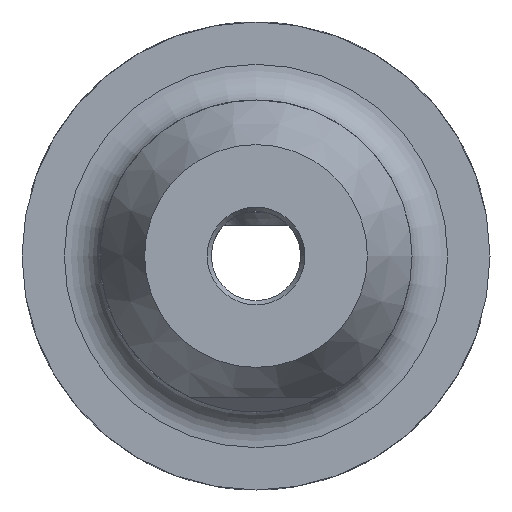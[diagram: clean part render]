
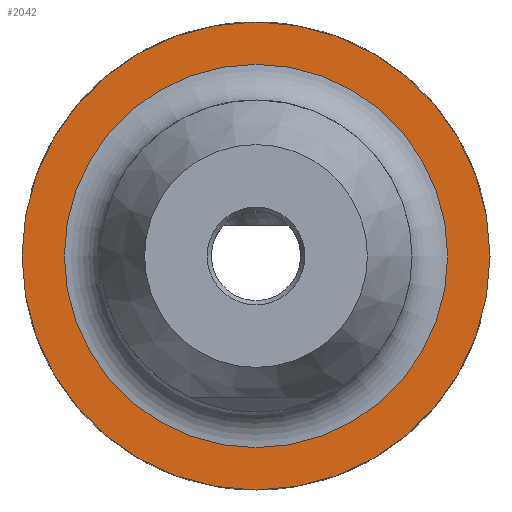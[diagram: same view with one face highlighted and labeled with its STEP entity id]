
A CAD part, left-side view. The second image highlights one B-rep face of the part: STEP entity #2042.
In plain terms, the highlighted planar face has unit normal (-1, 0, 0).
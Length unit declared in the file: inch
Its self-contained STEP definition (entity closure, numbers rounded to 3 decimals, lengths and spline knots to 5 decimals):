
#47=FACE_BOUND('',#364,.T.);
#95=PLANE('',#2275);
#240=FACE_OUTER_BOUND('',#363,.T.);
#363=EDGE_LOOP('',(#1799,#1800));
#364=EDGE_LOOP('',(#1801,#1802));
#638=CIRCLE('',#2110,1.24016);
#639=CIRCLE('',#2111,1.24016);
#721=CIRCLE('',#2273,1.01575);
#722=CIRCLE('',#2274,1.01575);
#772=VERTEX_POINT('',#3233);
#773=VERTEX_POINT('',#3235);
#923=VERTEX_POINT('',#4788);
#924=VERTEX_POINT('',#4790);
#993=EDGE_CURVE('',#772,#773,#638,.T.);
#994=EDGE_CURVE('',#773,#772,#639,.T.);
#1217=EDGE_CURVE('',#924,#923,#721,.T.);
#1218=EDGE_CURVE('',#923,#924,#722,.T.);
#1799=ORIENTED_EDGE('',*,*,#994,.F.);
#1800=ORIENTED_EDGE('',*,*,#993,.F.);
#1801=ORIENTED_EDGE('',*,*,#1217,.T.);
#1802=ORIENTED_EDGE('',*,*,#1218,.T.);
#2042=ADVANCED_FACE('',(#240,#47),#95,.T.);
#2110=AXIS2_PLACEMENT_3D('',#3236,#2393,#2394);
#2111=AXIS2_PLACEMENT_3D('',#3237,#2395,#2396);
#2273=AXIS2_PLACEMENT_3D('',#4791,#2779,#2780);
#2274=AXIS2_PLACEMENT_3D('',#4792,#2781,#2782);
#2275=AXIS2_PLACEMENT_3D('',#4793,#2783,#2784);
#2393=DIRECTION('center_axis',(1.,0.,0.));
#2394=DIRECTION('ref_axis',(0.,1.,0.));
#2395=DIRECTION('center_axis',(1.,0.,0.));
#2396=DIRECTION('ref_axis',(0.,1.,0.));
#2779=DIRECTION('center_axis',(1.,0.,0.));
#2780=DIRECTION('ref_axis',(0.,1.,0.));
#2781=DIRECTION('center_axis',(1.,0.,0.));
#2782=DIRECTION('ref_axis',(0.,1.,0.));
#2783=DIRECTION('center_axis',(-1.,0.,0.));
#2784=DIRECTION('ref_axis',(0.,0.,1.));
#3233=CARTESIAN_POINT('',(-0.86614,-1.24016,0.));
#3235=CARTESIAN_POINT('',(-0.86614,1.24016,0.));
#3236=CARTESIAN_POINT('Origin',(-0.86614,0.,
0.));
#3237=CARTESIAN_POINT('Origin',(-0.86614,0.,
0.));
#4788=CARTESIAN_POINT('',(-0.86614,0.,1.01575));
#4790=CARTESIAN_POINT('',(-0.86614,1.01575,0.));
#4791=CARTESIAN_POINT('Origin',(-0.86614,0.,
0.));
#4792=CARTESIAN_POINT('Origin',(-0.86614,0.,
0.));
#4793=CARTESIAN_POINT('Origin',(-0.86614,1.12795,0.));
